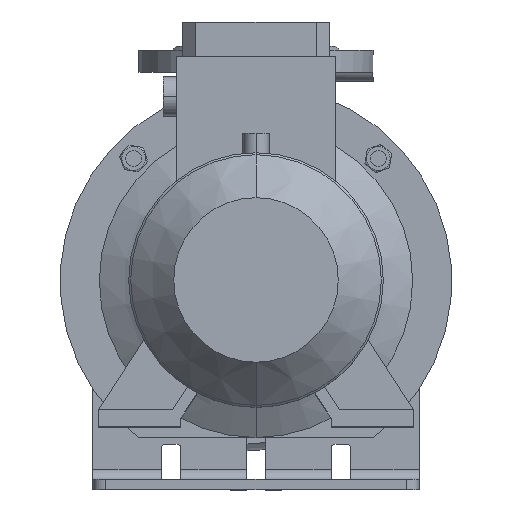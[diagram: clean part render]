
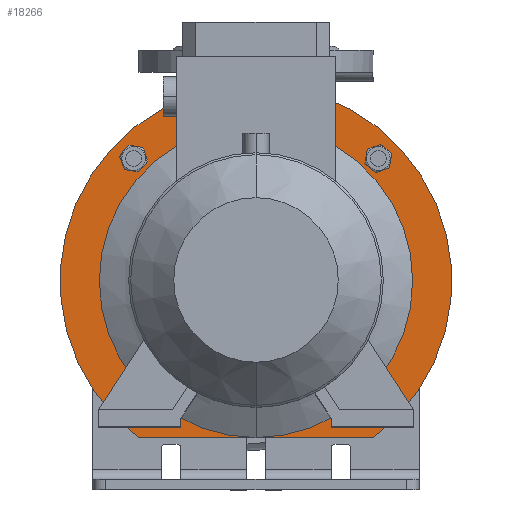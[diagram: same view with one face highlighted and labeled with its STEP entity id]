
A CAD part, top view. The second image highlights one B-rep face of the part: STEP entity #18266.
In plain terms, the highlighted planar face has unit normal (0, 0, 1).
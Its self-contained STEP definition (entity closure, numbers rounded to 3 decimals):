
#621 = CARTESIAN_POINT ( 'NONE',  ( 0., 120., 192. ) ) ;
#1056 = CARTESIAN_POINT ( 'NONE',  ( 0., -120., 192. ) ) ;
#1560 = EDGE_CURVE ( 'NONE', #19207, #44945, #20384, .T. ) ;
#2261 = DIRECTION ( 'NONE',  ( 0., -1., 0. ) ) ;
#2405 = CARTESIAN_POINT ( 'NONE',  ( 0., 0., 192. ) ) ;
#2563 = EDGE_CURVE ( 'NONE', #39337, #26422, #20231, .T. ) ;
#2747 = AXIS2_PLACEMENT_3D ( 'NONE', #54998, #25161, #8011 ) ;
#2847 = DIRECTION ( 'NONE',  ( 0., 0., 1. ) ) ;
#3136 = CARTESIAN_POINT ( 'NONE',  ( -200., -120., 192. ) ) ;
#3446 = EDGE_CURVE ( 'NONE', #25297, #36833, #24201, .T. ) ;
#3672 = EDGE_LOOP ( 'NONE', ( #48078, #34522 ) ) ;
#3867 = AXIS2_PLACEMENT_3D ( 'NONE', #53941, #49036, #28087 ) ;
#4169 = EDGE_CURVE ( 'NONE', #40114, #28487, #24032, .T. ) ;
#4395 = EDGE_LOOP ( 'NONE', ( #48817, #31938 ) ) ;
#4960 = DIRECTION ( 'NONE',  ( 0., 1., 0. ) ) ;
#6428 = AXIS2_PLACEMENT_3D ( 'NONE', #17730, #47958, #4960 ) ;
#6711 = CIRCLE ( 'NONE', #2747, 120. ) ;
#6880 = ORIENTED_EDGE ( 'NONE', *, *, #30604, .T. ) ;
#7509 = VERTEX_POINT ( 'NONE', #621 ) ;
#7840 = DIRECTION ( 'NONE',  ( -1., 0., 0. ) ) ;
#7859 = CARTESIAN_POINT ( 'NONE',  ( 92.124, 84.804, 192. ) ) ;
#7866 = ORIENTED_EDGE ( 'NONE', *, *, #31334, .T. ) ;
#7961 = DIRECTION ( 'NONE',  ( 0., 0., -1. ) ) ;
#8011 = DIRECTION ( 'NONE',  ( 0., 1., 0. ) ) ;
#8360 = CARTESIAN_POINT ( 'NONE',  ( -93.692, 93.692, 192. ) ) ;
#8413 = VERTEX_POINT ( 'NONE', #47911 ) ;
#8994 = AXIS2_PLACEMENT_3D ( 'NONE', #2405, #11087, #28093 ) ;
#9002 = FACE_BOUND ( 'NONE', #3672, .T. ) ;
#9256 = ORIENTED_EDGE ( 'NONE', *, *, #30831, .F. ) ;
#9358 = CIRCLE ( 'NONE', #8994, 120. ) ;
#10429 = CARTESIAN_POINT ( 'NONE',  ( -102.58, 95.259, 192. ) ) ;
#10819 = CARTESIAN_POINT ( 'NONE',  ( 93.692, 93.692, 192. ) ) ;
#11087 = DIRECTION ( 'NONE',  ( 0., 0., -1. ) ) ;
#11562 = CARTESIAN_POINT ( 'NONE',  ( 0., 150., 192. ) ) ;
#11807 = ORIENTED_EDGE ( 'NONE', *, *, #3446, .T. ) ;
#13054 = FACE_OUTER_BOUND ( 'NONE', #17949, .T. ) ;
#13115 = EDGE_LOOP ( 'NONE', ( #23278, #29367 ) ) ;
#13148 = CARTESIAN_POINT ( 'NONE',  ( 95.259, 102.58, 192. ) ) ;
#15344 = DIRECTION ( 'NONE',  ( 0., -1., 0. ) ) ;
#15490 = CARTESIAN_POINT ( 'NONE',  ( 0., 150., 192. ) ) ;
#15924 = VECTOR ( 'NONE', #35056, 1000. ) ;
#15963 = CIRCLE ( 'NONE', #21462, 9.025 ) ;
#16249 = DIRECTION ( 'NONE',  ( 0., -1., 0. ) ) ;
#16617 = DIRECTION ( 'NONE',  ( 0., -1., 0. ) ) ;
#17730 = CARTESIAN_POINT ( 'NONE',  ( 0., 0., 192. ) ) ;
#17752 = DIRECTION ( 'NONE',  ( 0., -1., 0. ) ) ;
#17949 = EDGE_LOOP ( 'NONE', ( #51781, #54459, #9256, #31078, #7866, #42343 ) ) ;
#18266 = ADVANCED_FACE ( 'NONE', ( #28595, #26513, #50879, #9002, #13054 ), #32341, .T. ) ;
#18933 = EDGE_LOOP ( 'NONE', ( #11807, #6880 ) ) ;
#19188 = EDGE_CURVE ( 'NONE', #7509, #28487, #6711, .T. ) ;
#19207 = VERTEX_POINT ( 'NONE', #26437 ) ;
#20231 = CIRCLE ( 'NONE', #34234, 9.025 ) ;
#20384 = CIRCLE ( 'NONE', #23274, 9.025 ) ;
#20527 = EDGE_CURVE ( 'NONE', #38031, #40114, #39778, .T. ) ;
#21462 = AXIS2_PLACEMENT_3D ( 'NONE', #33647, #7961, #16617 ) ;
#21536 = DIRECTION ( 'NONE',  ( 0., -1., 0. ) ) ;
#21990 = CIRCLE ( 'NONE', #47638, 9.025 ) ;
#22685 = DIRECTION ( 'NONE',  ( 0., 0., -1. ) ) ;
#23274 = AXIS2_PLACEMENT_3D ( 'NONE', #8360, #47243, #21536 ) ;
#23278 = ORIENTED_EDGE ( 'NONE', *, *, #1560, .T. ) ;
#23768 = DIRECTION ( 'NONE',  ( 0., 0., -1. ) ) ;
#24032 = LINE ( 'NONE', #26279, #15924 ) ;
#24139 = CARTESIAN_POINT ( 'NONE',  ( -93.692, -93.692, 192. ) ) ;
#24201 = CIRCLE ( 'NONE', #3867, 9.025 ) ;
#25161 = DIRECTION ( 'NONE',  ( 0., 0., -1. ) ) ;
#25297 = VERTEX_POINT ( 'NONE', #7859 ) ;
#26279 = CARTESIAN_POINT ( 'NONE',  ( -200., -120., 192. ) ) ;
#26422 = VERTEX_POINT ( 'NONE', #53102 ) ;
#26437 = CARTESIAN_POINT ( 'NONE',  ( -84.804, 92.124, 192. ) ) ;
#26513 = FACE_BOUND ( 'NONE', #13115, .T. ) ;
#28087 = DIRECTION ( 'NONE',  ( 0., -1., 0. ) ) ;
#28093 = DIRECTION ( 'NONE',  ( 0., 1., 0. ) ) ;
#28365 = DIRECTION ( 'NONE',  ( 0., 0., -1. ) ) ;
#28435 = CIRCLE ( 'NONE', #6428, 150. ) ;
#28487 = VERTEX_POINT ( 'NONE', #1056 ) ;
#28595 = FACE_BOUND ( 'NONE', #4395, .T. ) ;
#28675 = AXIS2_PLACEMENT_3D ( 'NONE', #34416, #43062, #38573 ) ;
#28799 = VERTEX_POINT ( 'NONE', #45947 ) ;
#29367 = ORIENTED_EDGE ( 'NONE', *, *, #44387, .T. ) ;
#30337 = AXIS2_PLACEMENT_3D ( 'NONE', #36333, #23768, #2261 ) ;
#30604 = EDGE_CURVE ( 'NONE', #36833, #25297, #45389, .T. ) ;
#30831 = EDGE_CURVE ( 'NONE', #28799, #38031, #28435, .T. ) ;
#31078 = ORIENTED_EDGE ( 'NONE', *, *, #35229, .F. ) ;
#31334 = EDGE_CURVE ( 'NONE', #28487, #7509, #9358, .T. ) ;
#31938 = ORIENTED_EDGE ( 'NONE', *, *, #47142, .T. ) ;
#32341 = PLANE ( 'NONE',  #34218 ) ;
#33381 = CARTESIAN_POINT ( 'NONE',  ( 84.804, -92.124, 192. ) ) ;
#33647 = CARTESIAN_POINT ( 'NONE',  ( 93.692, -93.692, 192. ) ) ;
#34218 = AXIS2_PLACEMENT_3D ( 'NONE', #15490, #2847, #16249 ) ;
#34234 = AXIS2_PLACEMENT_3D ( 'NONE', #43640, #22685, #17752 ) ;
#34391 = EDGE_CURVE ( 'NONE', #26422, #39337, #15963, .T. ) ;
#34416 = CARTESIAN_POINT ( 'NONE',  ( -93.692, 93.692, 192. ) ) ;
#34515 = DIRECTION ( 'NONE',  ( 0., 1., 0. ) ) ;
#34522 = ORIENTED_EDGE ( 'NONE', *, *, #34391, .T. ) ;
#34648 = VECTOR ( 'NONE', #7840, 1000. ) ;
#34701 = CARTESIAN_POINT ( 'NONE',  ( -95.259, -102.58, 192. ) ) ;
#35056 = DIRECTION ( 'NONE',  ( -1., 0., 0. ) ) ;
#35229 = EDGE_CURVE ( 'NONE', #28487, #28799, #45433, .T. ) ;
#36333 = CARTESIAN_POINT ( 'NONE',  ( -93.692, -93.692, 192. ) ) ;
#36833 = VERTEX_POINT ( 'NONE', #13148 ) ;
#38031 = VERTEX_POINT ( 'NONE', #11562 ) ;
#38573 = DIRECTION ( 'NONE',  ( 0., -1., 0. ) ) ;
#39074 = CIRCLE ( 'NONE', #28675, 9.025 ) ;
#39337 = VERTEX_POINT ( 'NONE', #33381 ) ;
#39778 = CIRCLE ( 'NONE', #48048, 150. ) ;
#40114 = VERTEX_POINT ( 'NONE', #52144 ) ;
#42343 = ORIENTED_EDGE ( 'NONE', *, *, #19188, .T. ) ;
#43062 = DIRECTION ( 'NONE',  ( 0., 0., -1. ) ) ;
#43640 = CARTESIAN_POINT ( 'NONE',  ( 93.692, -93.692, 192. ) ) ;
#44387 = EDGE_CURVE ( 'NONE', #44945, #19207, #39074, .T. ) ;
#44945 = VERTEX_POINT ( 'NONE', #10429 ) ;
#45389 = CIRCLE ( 'NONE', #48012, 9.025 ) ;
#45433 = LINE ( 'NONE', #3136, #34648 ) ;
#45947 = CARTESIAN_POINT ( 'NONE',  ( -90., -120., 192. ) ) ;
#47142 = EDGE_CURVE ( 'NONE', #50703, #8413, #21990, .T. ) ;
#47243 = DIRECTION ( 'NONE',  ( 0., 0., -1. ) ) ;
#47496 = CARTESIAN_POINT ( 'NONE',  ( 0., 0., 192. ) ) ;
#47638 = AXIS2_PLACEMENT_3D ( 'NONE', #24139, #50212, #53985 ) ;
#47911 = CARTESIAN_POINT ( 'NONE',  ( -92.124, -84.804, 192. ) ) ;
#47958 = DIRECTION ( 'NONE',  ( 0., 0., -1. ) ) ;
#48012 = AXIS2_PLACEMENT_3D ( 'NONE', #10819, #28365, #15344 ) ;
#48048 = AXIS2_PLACEMENT_3D ( 'NONE', #47496, #51661, #34515 ) ;
#48078 = ORIENTED_EDGE ( 'NONE', *, *, #2563, .T. ) ;
#48817 = ORIENTED_EDGE ( 'NONE', *, *, #52873, .T. ) ;
#49036 = DIRECTION ( 'NONE',  ( 0., 0., -1. ) ) ;
#50212 = DIRECTION ( 'NONE',  ( 0., 0., -1. ) ) ;
#50703 = VERTEX_POINT ( 'NONE', #34701 ) ;
#50879 = FACE_BOUND ( 'NONE', #18933, .T. ) ;
#51661 = DIRECTION ( 'NONE',  ( 0., 0., -1. ) ) ;
#51781 = ORIENTED_EDGE ( 'NONE', *, *, #4169, .F. ) ;
#52144 = CARTESIAN_POINT ( 'NONE',  ( 90., -120., 192. ) ) ;
#52174 = CIRCLE ( 'NONE', #30337, 9.025 ) ;
#52873 = EDGE_CURVE ( 'NONE', #8413, #50703, #52174, .T. ) ;
#53102 = CARTESIAN_POINT ( 'NONE',  ( 102.58, -95.259, 192. ) ) ;
#53941 = CARTESIAN_POINT ( 'NONE',  ( 93.692, 93.692, 192. ) ) ;
#53985 = DIRECTION ( 'NONE',  ( 0., -1., 0. ) ) ;
#54459 = ORIENTED_EDGE ( 'NONE', *, *, #20527, .F. ) ;
#54998 = CARTESIAN_POINT ( 'NONE',  ( 0., 0., 192. ) ) ;
